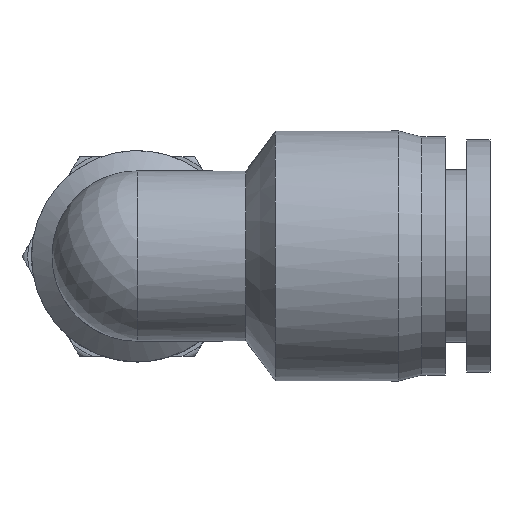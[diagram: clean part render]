
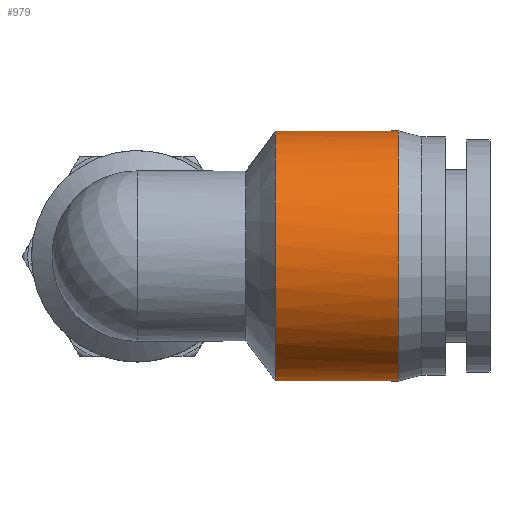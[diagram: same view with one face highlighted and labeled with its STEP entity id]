
A CAD part, top view. The second image highlights one B-rep face of the part: STEP entity #979.
In plain terms, the highlighted cylindrical face has radius 10.65 mm (diameter 21.3 mm), a full revolution.
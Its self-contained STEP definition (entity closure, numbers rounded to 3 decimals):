
#26=ELLIPSE('',#1059,26.538,10.65);
#27=ELLIPSE('',#1060,26.538,10.65);
#159=FACE_OUTER_BOUND('',#224,.T.);
#224=EDGE_LOOP('',(#879,#880,#881,#882,#883,#884,#885,#886,#887));
#271=LINE('',#2012,#326);
#275=LINE('',#2020,#330);
#286=LINE('',#2093,#341);
#326=VECTOR('',#1282,1.);
#330=VECTOR('',#1288,1.);
#341=VECTOR('',#1371,10.65);
#389=CIRCLE('',#1090,10.65);
#390=CIRCLE('',#1091,10.65);
#391=CIRCLE('',#1093,10.65);
#460=VERTEX_POINT('',#2007);
#461=VERTEX_POINT('',#2011);
#463=VERTEX_POINT('',#2017);
#464=VERTEX_POINT('',#2019);
#468=VERTEX_POINT('',#2034);
#483=VERTEX_POINT('',#2087);
#484=VERTEX_POINT('',#2089);
#583=EDGE_CURVE('',#461,#460,#271,.T.);
#587=EDGE_CURVE('',#464,#463,#275,.T.);
#593=EDGE_CURVE('',#468,#461,#26,.T.);
#594=EDGE_CURVE('',#463,#468,#27,.T.);
#619=EDGE_CURVE('',#483,#484,#389,.T.);
#620=EDGE_CURVE('',#484,#483,#390,.T.);
#621=EDGE_CURVE('',#484,#468,#286,.T.);
#622=EDGE_CURVE('',#464,#460,#391,.T.);
#879=ORIENTED_EDGE('',*,*,#620,.F.);
#880=ORIENTED_EDGE('',*,*,#621,.T.);
#881=ORIENTED_EDGE('',*,*,#593,.T.);
#882=ORIENTED_EDGE('',*,*,#583,.T.);
#883=ORIENTED_EDGE('',*,*,#622,.F.);
#884=ORIENTED_EDGE('',*,*,#587,.T.);
#885=ORIENTED_EDGE('',*,*,#594,.T.);
#886=ORIENTED_EDGE('',*,*,#621,.F.);
#887=ORIENTED_EDGE('',*,*,#619,.F.);
#925=CYLINDRICAL_SURFACE('',#1092,10.65);
#979=ADVANCED_FACE('',(#159),#925,.T.);
#1059=AXIS2_PLACEMENT_3D('',#2035,#1295,#1296);
#1060=AXIS2_PLACEMENT_3D('',#2036,#1297,#1298);
#1090=AXIS2_PLACEMENT_3D('',#2090,#1365,#1366);
#1091=AXIS2_PLACEMENT_3D('',#2091,#1367,#1368);
#1092=AXIS2_PLACEMENT_3D('',#2092,#1369,#1370);
#1093=AXIS2_PLACEMENT_3D('',#2094,#1372,#1373);
#1282=DIRECTION('',(-1.,0.,0.));
#1288=DIRECTION('',(1.,0.,0.));
#1295=DIRECTION('center_axis',(0.401,0.,-0.916));
#1296=DIRECTION('ref_axis',(0.916,0.,0.401));
#1297=DIRECTION('center_axis',(0.401,0.,-0.916));
#1298=DIRECTION('ref_axis',(0.916,0.,0.401));
#1365=DIRECTION('center_axis',(1.,0.,0.));
#1366=DIRECTION('ref_axis',(0.,0.,-1.));
#1367=DIRECTION('center_axis',(1.,0.,0.));
#1368=DIRECTION('ref_axis',(0.,0.,-1.));
#1369=DIRECTION('center_axis',(1.,0.,0.));
#1370=DIRECTION('ref_axis',(0.,0.,1.));
#1371=DIRECTION('',(-1.,0.,0.));
#1372=DIRECTION('center_axis',(-1.,0.,0.));
#1373=DIRECTION('ref_axis',(0.,-1.,0.));
#2007=CARTESIAN_POINT('',(11.75,1.,25.147));
#2011=CARTESIAN_POINT('',(13.108,1.,25.147));
#2012=CARTESIAN_POINT('',(11.75,1.,25.147));
#2017=CARTESIAN_POINT('',(13.108,-1.,25.147));
#2019=CARTESIAN_POINT('',(11.75,-1.,25.147));
#2020=CARTESIAN_POINT('',(11.75,-1.,25.147));
#2034=CARTESIAN_POINT('',(13.,0.,25.1));
#2035=CARTESIAN_POINT('Origin',(37.307,0.,35.75));
#2036=CARTESIAN_POINT('Origin',(37.307,0.,35.75));
#2087=CARTESIAN_POINT('',(22.25,-10.65,35.75));
#2089=CARTESIAN_POINT('',(22.25,0.,25.1));
#2090=CARTESIAN_POINT('Origin',(22.25,0.,35.75));
#2091=CARTESIAN_POINT('Origin',(22.25,0.,35.75));
#2092=CARTESIAN_POINT('Origin',(11.75,0.,35.75));
#2093=CARTESIAN_POINT('',(11.75,0.,25.1));
#2094=CARTESIAN_POINT('Origin',(11.75,0.,35.75));
